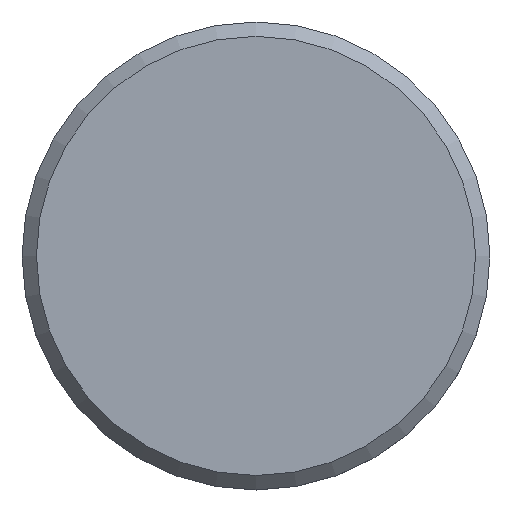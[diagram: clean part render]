
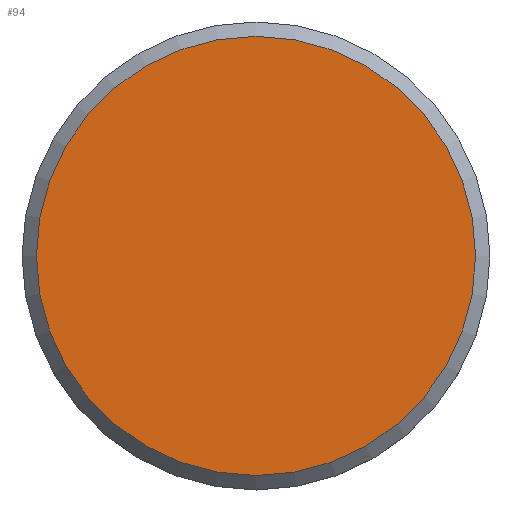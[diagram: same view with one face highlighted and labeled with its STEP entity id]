
A CAD part, top view. The second image highlights one B-rep face of the part: STEP entity #94.
In plain terms, the highlighted planar face has unit normal (0, 0, 1).
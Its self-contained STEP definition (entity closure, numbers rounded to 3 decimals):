
#24=PLANE('',#120);
#31=ORIENTED_EDGE('',*,*,#45,.T.);
#45=EDGE_CURVE('',#52,#52,#59,.F.);
#52=VERTEX_POINT('',#175);
#59=CIRCLE('',#121,30.5);
#66=EDGE_LOOP('',(#31));
#80=FACE_BOUND('',#66,.T.);
#94=ADVANCED_FACE('',(#80),#24,.F.);
#120=AXIS2_PLACEMENT_3D('',#173,#145,#146);
#121=AXIS2_PLACEMENT_3D('',#174,#147,#148);
#145=DIRECTION('',(0.,0.,-1.));
#146=DIRECTION('',(-1.,0.,0.));
#147=DIRECTION('',(0.,0.,-1.));
#148=DIRECTION('',(-1.,0.,0.));
#173=CARTESIAN_POINT('',(0.,0.,23.));
#174=CARTESIAN_POINT('',(0.,0.,23.));
#175=CARTESIAN_POINT('',(-30.5,0.,23.));
